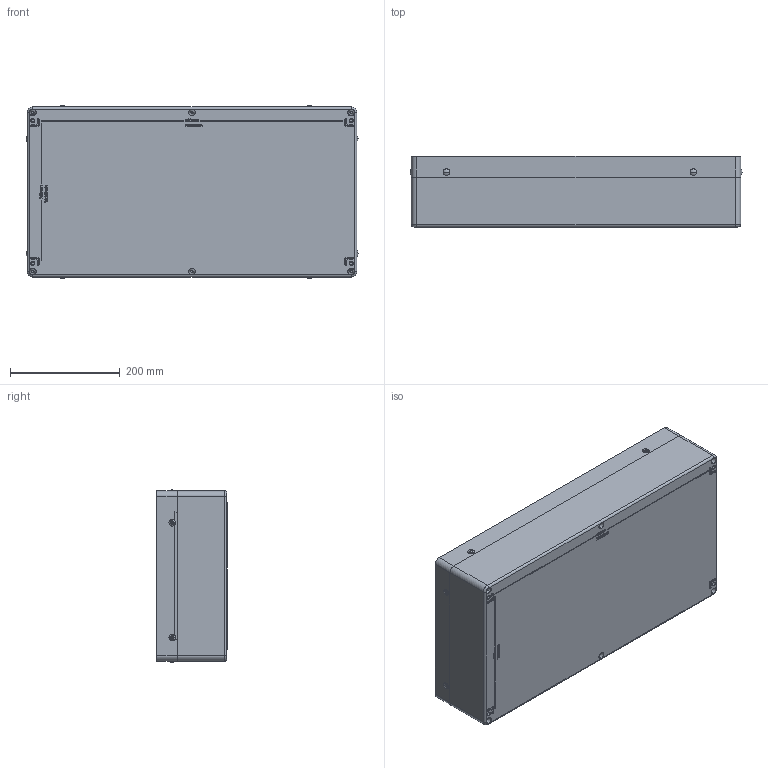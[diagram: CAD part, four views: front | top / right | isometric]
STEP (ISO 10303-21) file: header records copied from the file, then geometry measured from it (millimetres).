
FILE_DESCRIPTION (( 'STEP AP214' ), '1' );
FILE_NAME ('13221000.STEP', '2016-03-31T12:05:14', ( 'Macha' ), ( 'Hewlett-Packard Company' ), 'SwSTEP 2.0', 'SolidWorks 2015', '' );
FILE_SCHEMA (( 'AUTOMOTIVE_DESIGN' ));
Length unit declared in the file: millimetre
Products named in the file (6): 94411; 93261; 93117; 08072_Bearbeitung Griff ; 03072_Bearbeitung nach Zeichn. 01-2-030720-01-0; 13221000
Assembly tree (17 placements, depth 2):
  13221000
    03072_Bearbeitung nach Zeichn. 01-2-030720-01-0
    08072_Bearbeitung Griff 
    93117
    93261  x6
    94411  x8
Bounding box: 605 x 129 x 315 mm (x, y, z)
Volume: 2872008.9 mm3; surface area: 969779.1 mm2
Topology: 18 solids, 18 shells, 1945 faces, 4703 edges, 2933 vertices
Faces by surface type: plane 707, cylinder 330, cone 320, bspline 308, torus 264, sphere 16
Entity records: 71811 total; most frequent: CARTESIAN_POINT 32543, ORIENTED_EDGE 8394, DIRECTION 7359, EDGE_CURVE 4197, AXIS2_PLACEMENT_3D 2745, VERTEX_POINT 2649, EDGE_LOOP 1888, VECTOR 1869
